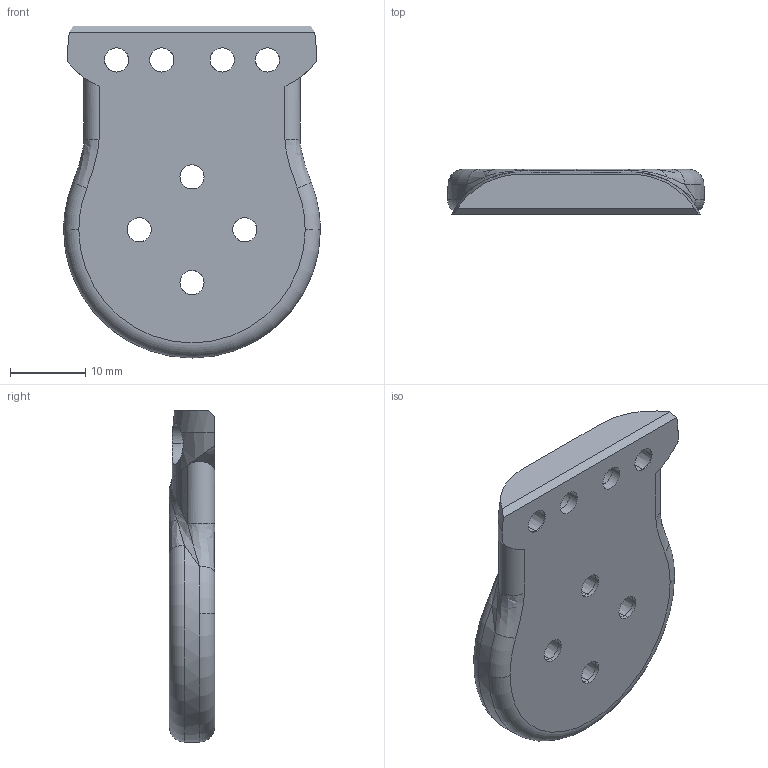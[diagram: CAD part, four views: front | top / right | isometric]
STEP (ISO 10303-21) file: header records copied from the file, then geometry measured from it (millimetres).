
FILE_DESCRIPTION (( 'STEP AP214' ), '1' );
FILE_NAME ('SAM_shoulder_eyelet_pas.STEP', '2025-01-01T01:42:28', ( '' ), ( '' ), 'SwSTEP 2.0', 'SolidWorks 2023', '' );
FILE_SCHEMA (( 'AUTOMOTIVE_DESIGN' ));
Length unit declared in the file: millimetre
Products named in the file (1): SAM_shoulder_eyelet_pas
Bounding box: 34 x 6 x 44 mm (x, y, z)
Volume: 6528.5 mm3; surface area: 3476.3 mm2
Topology: 1 solids, 1 shells, 105 faces, 272 edges, 165 vertices
Faces by surface type: cylinder 38, bspline 37, cone 16, torus 8, plane 6
Entity records: 5786 total; most frequent: CARTESIAN_POINT 3503, ORIENTED_EDGE 544, DIRECTION 394, EDGE_CURVE 272, VERTEX_POINT 165, AXIS2_PLACEMENT_3D 161, EDGE_LOOP 117, FACE_OUTER_BOUND 105
